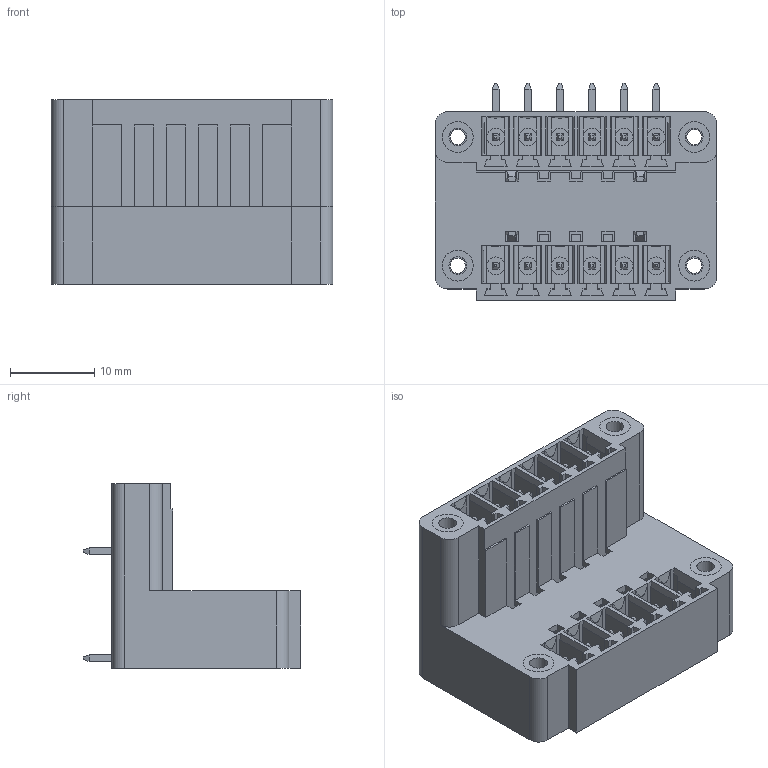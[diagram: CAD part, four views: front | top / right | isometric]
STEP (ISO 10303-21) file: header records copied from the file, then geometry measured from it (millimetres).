
FILE_DESCRIPTION( ( 'Unknown' ), '1' );
FILE_NAME( '691357310012B.stp', 'Unknown', ( 'Unknown' ), ( 'Unknown' ), 'PSStep 19.0.9', 'Unknown', ' ' );
FILE_SCHEMA( ( 'AUTOMOTIVE_DESIGN { 1 0 10303 214 1 1 1 1 }' ) );
Length unit declared in the file: millimetre
Products named in the file (6): Assem1; 691357310012B; 691357310012B_CAPOT; 6913573100xxB_INSERT; 6913573100xxB_PIN; 6913573100xxB_PIN LONGUE
Assembly tree (18 placements, depth 2):
  Assem1
    691357310012B
    691357310012B_CAPOT
    6913573100xxB_INSERT  x4
    6913573100xxB_PIN  x6
    6913573100xxB_PIN LONGUE  x6
Bounding box: 33.45 x 25.8 x 21.9 mm (x, y, z)
Volume: 4642.5 mm3; surface area: 10677.3 mm2
Topology: 18 solids, 18 shells, 907 faces, 2399 edges, 1535 vertices
Faces by surface type: plane 847, cylinder 60
Full cylindrical faces by diameter (mm): 1.8 x4, 2.1 x16, 3.65 x10
Entity records: 28600 total; most frequent: CARTESIAN_POINT 4020, ORIENTED_EDGE 3960, DIRECTION 3568, EDGE_CURVE 1980, LINE 1880, VECTOR 1880, VERTEX_POINT 1296, AXIS2_PLACEMENT_3D 844
